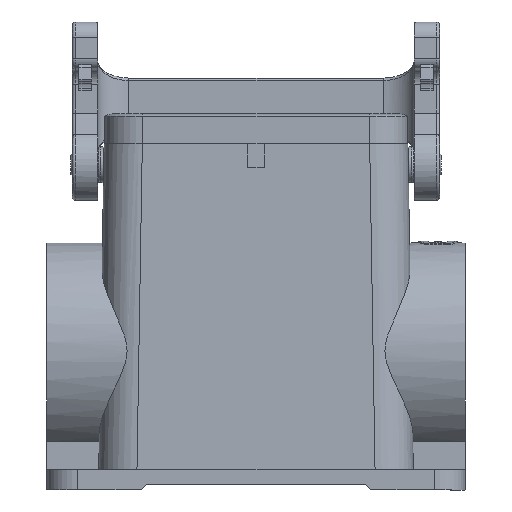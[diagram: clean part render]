
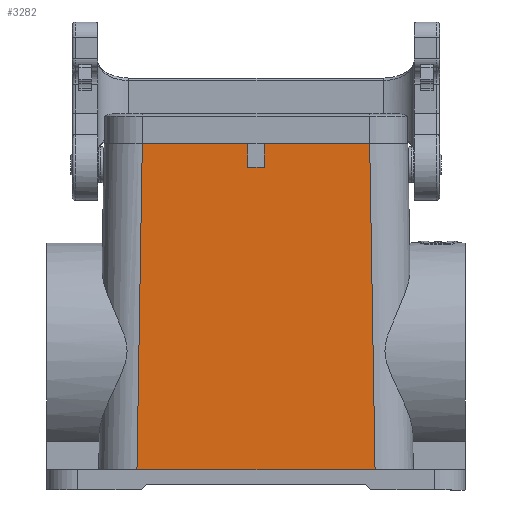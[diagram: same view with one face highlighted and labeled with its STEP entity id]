
A CAD part, front view. The second image highlights one B-rep face of the part: STEP entity #3282.
In plain terms, the highlighted planar face has unit normal (0, -1, 0.009).
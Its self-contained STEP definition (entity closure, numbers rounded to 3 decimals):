
#3282=ADVANCED_FACE('',(#4038),#3663,.T.);
#3663=PLANE('',#15661);
#4038=FACE_OUTER_BOUND('',#4512,.T.);
#4512=EDGE_LOOP('',(#6274,#6275,#6276,#6277,#6278,#6279,#6280,#6281));
#6274=ORIENTED_EDGE('',*,*,#8791,.F.);
#6275=ORIENTED_EDGE('',*,*,#8788,.F.);
#6276=ORIENTED_EDGE('',*,*,#8973,.T.);
#6277=ORIENTED_EDGE('',*,*,#8960,.T.);
#6278=ORIENTED_EDGE('',*,*,#8974,.T.);
#6279=ORIENTED_EDGE('',*,*,#8780,.F.);
#6280=ORIENTED_EDGE('',*,*,#8799,.F.);
#6281=ORIENTED_EDGE('',*,*,#8975,.F.);
#7725=VERTEX_POINT('',#24579);
#7726=VERTEX_POINT('',#24581);
#7733=VERTEX_POINT('',#24595);
#7734=VERTEX_POINT('',#24597);
#7736=VERTEX_POINT('',#24603);
#7742=VERTEX_POINT('',#24617);
#7890=VERTEX_POINT('',#25220);
#7891=VERTEX_POINT('',#25222);
#8780=EDGE_CURVE('',#7725,#7726,#12206,.T.);
#8788=EDGE_CURVE('',#7733,#7734,#12210,.T.);
#8791=EDGE_CURVE('',#7734,#7736,#12213,.T.);
#8799=EDGE_CURVE('',#7742,#7725,#12221,.T.);
#8960=EDGE_CURVE('',#7891,#7890,#12308,.T.);
#8973=EDGE_CURVE('',#7733,#7891,#12318,.T.);
#8974=EDGE_CURVE('',#7890,#7726,#12319,.T.);
#8975=EDGE_CURVE('',#7736,#7742,#12320,.T.);
#12206=LINE('',#24580,#13039);
#12210=LINE('',#24596,#13043);
#12213=LINE('',#24602,#13046);
#12221=LINE('',#24618,#13054);
#12308=LINE('',#25221,#13141);
#12318=LINE('',#25244,#13151);
#12319=LINE('',#25245,#13152);
#12320=LINE('',#25246,#13153);
#13039=VECTOR('',#17281,1.);
#13043=VECTOR('',#17293,1.);
#13046=VECTOR('',#17298,1.);
#13054=VECTOR('',#17308,1.);
#13141=VECTOR('',#17543,1.);
#13151=VECTOR('',#17565,1.);
#13152=VECTOR('',#17566,1.);
#13153=VECTOR('',#17567,1.);
#15661=AXIS2_PLACEMENT_3D('',#25247,#17568,#17569);
#17281=DIRECTION('',(1.,0.,0.));
#17293=DIRECTION('',(1.,0.,0.));
#17298=DIRECTION('',(0.,-0.009,-1.));
#17308=DIRECTION('',(0.,0.009,1.));
#17543=DIRECTION('',(1.,0.,0.));
#17565=DIRECTION('',(-0.016,-0.009,-1.));
#17566=DIRECTION('',(-0.016,0.009,1.));
#17567=DIRECTION('',(1.,0.,0.));
#17568=DIRECTION('',(0.,-1.,0.009));
#17569=DIRECTION('',(1.,0.,0.));
#24579=CARTESIAN_POINT('',(1.6,-21.5,5.7));
#24580=CARTESIAN_POINT('',(29.8,-21.5,5.7));
#24581=CARTESIAN_POINT('',(22.3,-21.5,5.7));
#24595=CARTESIAN_POINT('',(-22.3,-21.5,5.7));
#24596=CARTESIAN_POINT('',(29.8,-21.5,5.7));
#24597=CARTESIAN_POINT('',(-1.6,-21.5,5.7));
#24602=CARTESIAN_POINT('',(-1.6,-21.5,5.711));
#24603=CARTESIAN_POINT('',(-1.6,-21.542,1.012));
#24617=CARTESIAN_POINT('',(1.6,-21.542,1.012));
#24618=CARTESIAN_POINT('',(1.6,-21.542,1.012));
#25220=CARTESIAN_POINT('',(23.35,-22.075,-58.25));
#25221=CARTESIAN_POINT('',(0.,-22.075,-58.25));
#25222=CARTESIAN_POINT('',(-23.35,-22.075,-58.25));
#25244=CARTESIAN_POINT('',(-23.352,-22.076,-58.373));
#25245=CARTESIAN_POINT('',(22.302,-21.501,5.577));
#25246=CARTESIAN_POINT('',(-1.6,-21.542,1.012));
#25247=CARTESIAN_POINT('',(0.,-22.075,-58.25));
